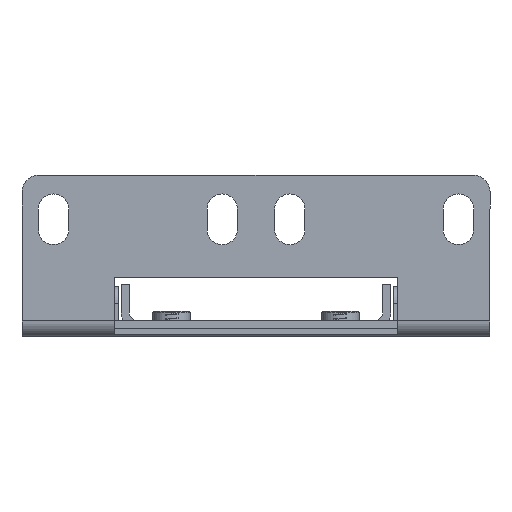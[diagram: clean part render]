
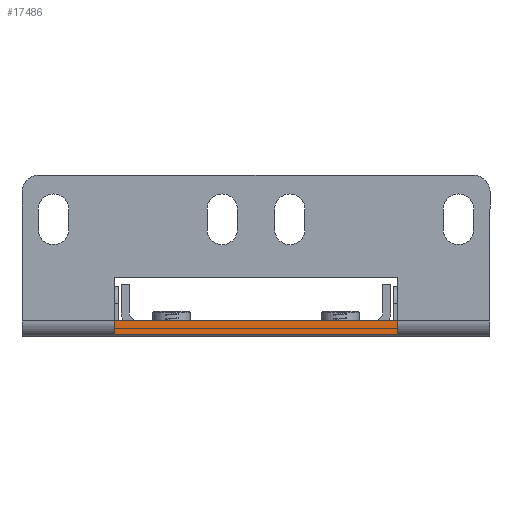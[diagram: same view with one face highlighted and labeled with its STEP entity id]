
A CAD part, left-side view. The second image highlights one B-rep face of the part: STEP entity #17486.
In plain terms, the highlighted planar face has unit normal (-1, 0, 0).
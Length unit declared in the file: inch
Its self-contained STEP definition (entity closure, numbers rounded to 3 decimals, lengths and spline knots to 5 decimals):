
#523 = LINE ( 'NONE', #41051, #14730 ) ;
#1108 = DIRECTION ( 'NONE',  ( 0., 0., 1. ) ) ;
#2756 = VECTOR ( 'NONE', #12753, 39.37008 ) ;
#3017 = ORIENTED_EDGE ( 'NONE', *, *, #47894, .T. ) ;
#3428 = DIRECTION ( 'NONE',  ( -1., 0., 0. ) ) ;
#4543 = LINE ( 'NONE', #19174, #47997 ) ;
#6129 = EDGE_CURVE ( 'NONE', #33194, #25633, #523, .T. ) ;
#7572 = PLANE ( 'NONE',  #20768 ) ;
#8309 = DIRECTION ( 'NONE',  ( 0., -1., 0. ) ) ;
#9539 = ORIENTED_EDGE ( 'NONE', *, *, #40782, .T. ) ;
#11334 = CARTESIAN_POINT ( 'NONE',  ( -10.80466, -1.05, -0.04378 ) ) ;
#12753 = DIRECTION ( 'NONE',  ( 0., 0., -1. ) ) ;
#14730 = VECTOR ( 'NONE', #8309, 39.37008 ) ;
#17486 = ADVANCED_FACE ( 'NONE', ( #17841 ), #7572, .T. ) ;
#17841 = FACE_OUTER_BOUND ( 'NONE', #34182, .T. ) ;
#19174 = CARTESIAN_POINT ( 'NONE',  ( -10.80466, -1.05, 0.1597 ) ) ;
#19192 = VERTEX_POINT ( 'NONE', #35341 ) ;
#20648 = CARTESIAN_POINT ( 'NONE',  ( -10.80466, 0., 0.0598 ) ) ;
#20768 = AXIS2_PLACEMENT_3D ( 'NONE', #21748, #3428, #21497 ) ;
#21497 = DIRECTION ( 'NONE',  ( 0., 1., 0. ) ) ;
#21748 = CARTESIAN_POINT ( 'NONE',  ( -10.80466, 0., 0.1597 ) ) ;
#23775 = CARTESIAN_POINT ( 'NONE',  ( -10.80466, 1.05, 0.1597 ) ) ;
#24254 = LINE ( 'NONE', #23775, #2756 ) ;
#24599 = LINE ( 'NONE', #20648, #30496 ) ;
#25633 = VERTEX_POINT ( 'NONE', #11334 ) ;
#30496 = VECTOR ( 'NONE', #32415, 39.37008 ) ;
#32415 = DIRECTION ( 'NONE',  ( 0., 1., 0. ) ) ;
#33194 = VERTEX_POINT ( 'NONE', #39274 ) ;
#34182 = EDGE_LOOP ( 'NONE', ( #36550, #37798, #9539, #3017 ) ) ;
#35341 = CARTESIAN_POINT ( 'NONE',  ( -10.80466, -1.05, 0.0598 ) ) ;
#36550 = ORIENTED_EDGE ( 'NONE', *, *, #6129, .T. ) ;
#37798 = ORIENTED_EDGE ( 'NONE', *, *, #47338, .T. ) ;
#38127 = CARTESIAN_POINT ( 'NONE',  ( -10.80466, 1.05, 0.0598 ) ) ;
#39274 = CARTESIAN_POINT ( 'NONE',  ( -10.80466, 1.05, -0.04378 ) ) ;
#40782 = EDGE_CURVE ( 'NONE', #19192, #44365, #24599, .T. ) ;
#41051 = CARTESIAN_POINT ( 'NONE',  ( -10.80466, 0., -0.04378 ) ) ;
#44365 = VERTEX_POINT ( 'NONE', #38127 ) ;
#47338 = EDGE_CURVE ( 'NONE', #25633, #19192, #4543, .T. ) ;
#47894 = EDGE_CURVE ( 'NONE', #44365, #33194, #24254, .T. ) ;
#47997 = VECTOR ( 'NONE', #1108, 39.37008 ) ;
